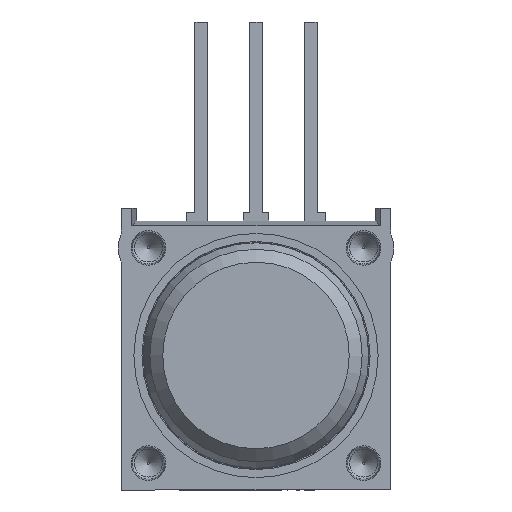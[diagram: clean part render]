
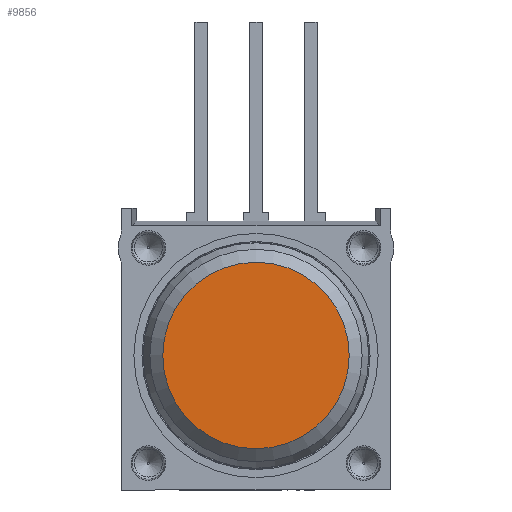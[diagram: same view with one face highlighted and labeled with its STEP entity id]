
A CAD part, left-side view. The second image highlights one B-rep face of the part: STEP entity #9856.
In plain terms, the highlighted planar face has unit normal (-1, 0, 0).
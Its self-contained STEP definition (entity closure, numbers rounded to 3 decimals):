
#4377=ORIENTED_EDGE('',*,*,#6000,.T.);
#6000=EDGE_CURVE('',#7018,#7018,#7435,.T.);
#7018=VERTEX_POINT('',#16696);
#7435=CIRCLE('',#10708,4.334);
#8098=EDGE_LOOP('',(#4377));
#8790=FACE_BOUND('',#8098,.T.);
#9196=PLANE('',#10709);
#9856=ADVANCED_FACE('',(#8790),#9196,.T.);
#10708=AXIS2_PLACEMENT_3D('',#16695,#13136,#13137);
#10709=AXIS2_PLACEMENT_3D('',#16697,#13138,#13139);
#13136=DIRECTION('',(-1.,0.,0.));
#13137=DIRECTION('',(0.,0.172,0.985));
#13138=DIRECTION('',(-1.,0.,0.));
#13139=DIRECTION('',(0.,0.172,0.985));
#16695=CARTESIAN_POINT('',(-12.854,0.,0.));
#16696=CARTESIAN_POINT('',(-12.854,0.746,4.269));
#16697=CARTESIAN_POINT('',(-12.854,0.,0.));
